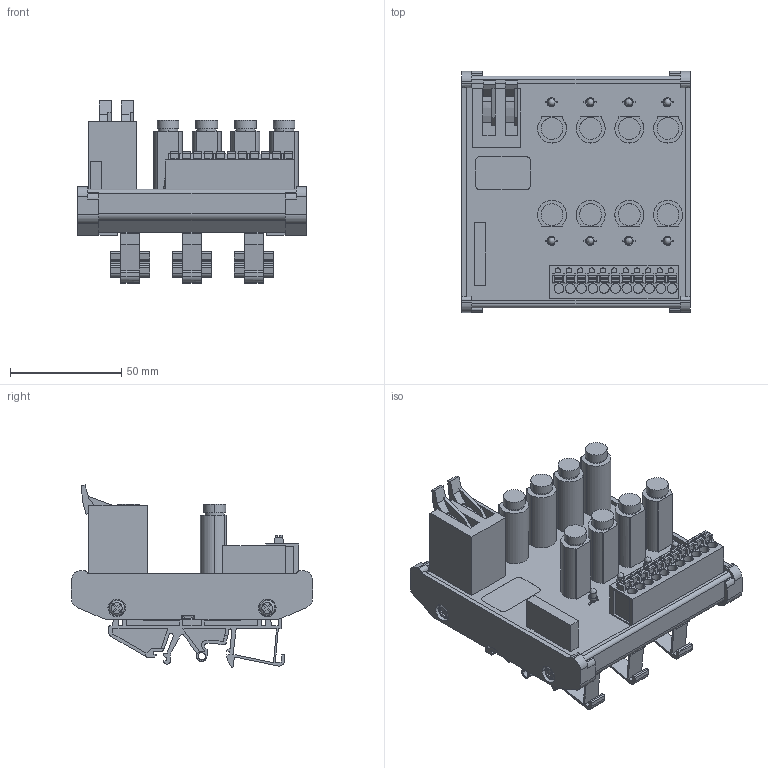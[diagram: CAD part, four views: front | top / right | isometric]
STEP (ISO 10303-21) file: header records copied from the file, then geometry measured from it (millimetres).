
FILE_DESCRIPTION(('CATIA V5R22 STEP214','CAx-IF Rec.Pracs.--- Model Styling and Organization---1.4--- 2014-01-23'),'2;1');
FILE_NAME ('1220935-6_0_2727410000_2727410000.stp','2020-10-29T11:31:11+00:00',('none'),('Weidmueller'),'CATIA Version 5-6 Release 2016 SP3 HF44','CATIA V5 STEP AP214','none');
FILE_SCHEMA(('AUTOMOTIVE_DESIGN { 1 0 10303 214 1 1 1 1 }'));
Products named in the file (1): 2727410000
Bounding box: 102.5 x 108.2 x 81.81 mm (x, y, z)
Volume: 148817.7 mm3; surface area: 119638.5 mm2
Topology: 30 solids, 38 shells, 2204 faces, 5956 edges, 3946 vertices
Faces by surface type: plane 1629, cylinder 521, bspline 22, cone 16, sphere 8, torus 8
Entity records: 75063 total; most frequent: CARTESIAN_POINT 18594, ORIENTED_EDGE 11880, DIRECTION 9713, EDGE_CURVE 5940, VECTOR 4730, LINE 4730, VERTEX_POINT 3946, AXIS2_PLACEMENT_3D 2802
